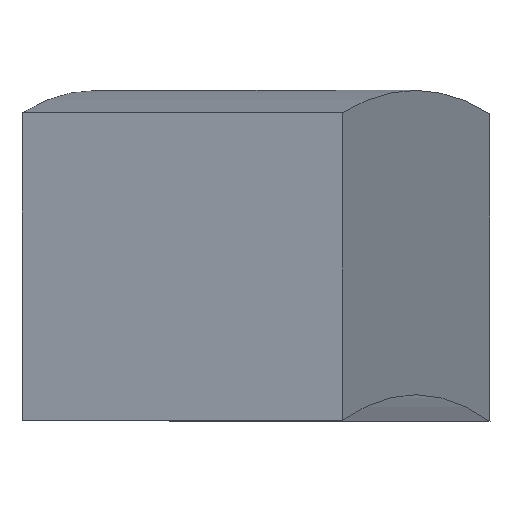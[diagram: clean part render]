
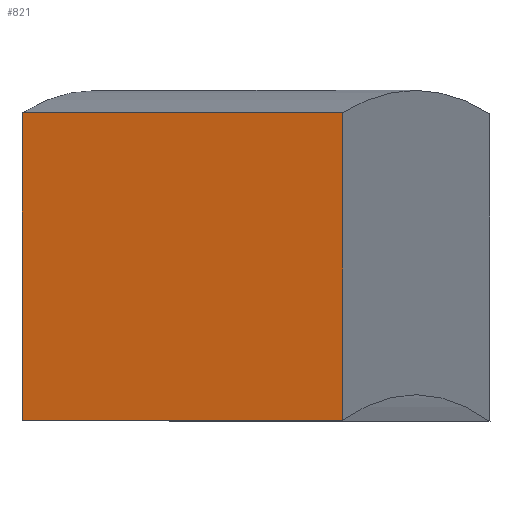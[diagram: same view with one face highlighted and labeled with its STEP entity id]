
A CAD part, top view. The second image highlights one B-rep face of the part: STEP entity #821.
In plain terms, the highlighted planar face has unit normal (-0.224, 0, 0.975).
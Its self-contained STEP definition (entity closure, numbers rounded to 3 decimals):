
#32 = CYLINDRICAL_SURFACE('',#33,14.5);
#33 = AXIS2_PLACEMENT_3D('',#34,#35,#36);
#34 = CARTESIAN_POINT('',(0.975,-13.476,0.224)
  );
#35 = DIRECTION('',(-0.975,0.,-0.224));
#36 = DIRECTION('',(0.,-1.,0.));
#101 = VERTEX_POINT('',#102);
#102 = CARTESIAN_POINT('',(-1.423,0.886,1.725)
  );
#139 = PLANE('',#140);
#140 = AXIS2_PLACEMENT_3D('',#141,#142,#143);
#141 = CARTESIAN_POINT('',(-0.975,-13.476,
    -0.224));
#142 = DIRECTION('',(-0.975,0.,-0.224)
  );
#143 = DIRECTION('',(0.,-1.,0.));
#151 = EDGE_CURVE('',#101,#152,#154,.T.);
#152 = VERTEX_POINT('',#153);
#153 = CARTESIAN_POINT('',(0.527,0.886,2.173)
  );
#154 = SURFACE_CURVE('',#155,(#159,#188),.PCURVE_S1.);
#155 = LINE('',#156,#157);
#156 = CARTESIAN_POINT('',(-1.423,0.886,1.725)
  );
#157 = VECTOR('',#158,1.);
#158 = DIRECTION('',(0.975,0.,0.224));
#159 = PCURVE('',#32,#160);
#160 = DEFINITIONAL_REPRESENTATION('',(#161),#187);
#161 = B_SPLINE_CURVE_WITH_KNOTS('',3,(#162,#163,#164,#165,#166,#167,
    #168,#169,#170,#171,#172,#173,#174,#175,#176,#177,#178,#179,#180,
    #181,#182,#183,#184,#185,#186),.UNSPECIFIED.,.F.,.F.,(4,1,1,1,1,1,1,
    1,1,1,1,1,1,1,1,1,1,1,1,1,1,1,4),(0.,0.091,
    0.182,0.273,0.364,0.455,
    0.545,0.636,0.727,0.818,
    0.909,1.,1.091,1.182,1.273,
    1.364,1.455,1.545,1.636,
    1.727,1.818,1.909,2.),
  .QUASI_UNIFORM_KNOTS.);
#162 = CARTESIAN_POINT('',(3.003,2.));
#163 = CARTESIAN_POINT('',(3.003,1.97));
#164 = CARTESIAN_POINT('',(3.003,1.909));
#165 = CARTESIAN_POINT('',(3.003,1.818));
#166 = CARTESIAN_POINT('',(3.003,1.727));
#167 = CARTESIAN_POINT('',(3.003,1.636));
#168 = CARTESIAN_POINT('',(3.003,1.545));
#169 = CARTESIAN_POINT('',(3.003,1.455));
#170 = CARTESIAN_POINT('',(3.003,1.364));
#171 = CARTESIAN_POINT('',(3.003,1.273));
#172 = CARTESIAN_POINT('',(3.003,1.182));
#173 = CARTESIAN_POINT('',(3.003,1.091));
#174 = CARTESIAN_POINT('',(3.003,1.));
#175 = CARTESIAN_POINT('',(3.003,0.909));
#176 = CARTESIAN_POINT('',(3.003,0.818));
#177 = CARTESIAN_POINT('',(3.003,0.727));
#178 = CARTESIAN_POINT('',(3.003,0.636));
#179 = CARTESIAN_POINT('',(3.003,0.545));
#180 = CARTESIAN_POINT('',(3.003,0.455));
#181 = CARTESIAN_POINT('',(3.003,0.364));
#182 = CARTESIAN_POINT('',(3.003,0.273));
#183 = CARTESIAN_POINT('',(3.003,0.182));
#184 = CARTESIAN_POINT('',(3.003,0.091));
#185 = CARTESIAN_POINT('',(3.003,0.03));
#186 = CARTESIAN_POINT('',(3.003,0.));
#187 = ( GEOMETRIC_REPRESENTATION_CONTEXT(2) 
PARAMETRIC_REPRESENTATION_CONTEXT() REPRESENTATION_CONTEXT('2D SPACE',''
  ) );
#188 = PCURVE('',#189,#194);
#189 = PLANE('',#190);
#190 = AXIS2_PLACEMENT_3D('',#191,#192,#193);
#191 = CARTESIAN_POINT('',(0.527,-0.985,2.173
    ));
#192 = DIRECTION('',(-0.224,0.,0.975)
  );
#193 = DIRECTION('',(0.,-1.,0.));
#194 = DEFINITIONAL_REPRESENTATION('',(#195),#199);
#195 = LINE('',#196,#197);
#196 = CARTESIAN_POINT('',(-1.871,-2.));
#197 = VECTOR('',#198,1.);
#198 = DIRECTION('',(0.,1.));
#199 = ( GEOMETRIC_REPRESENTATION_CONTEXT(2) 
PARAMETRIC_REPRESENTATION_CONTEXT() REPRESENTATION_CONTEXT('2D SPACE',''
  ) );
#238 = PLANE('',#239);
#239 = AXIS2_PLACEMENT_3D('',#240,#241,#242);
#240 = CARTESIAN_POINT('',(0.975,-13.476,0.224
    ));
#241 = DIRECTION('',(-0.975,0.,-0.224)
  );
#242 = DIRECTION('',(0.,-1.,0.));
#311 = VERTEX_POINT('',#312);
#312 = CARTESIAN_POINT('',(0.527,-0.985,2.173
    ));
#327 = CYLINDRICAL_SURFACE('',#328,12.65);
#328 = AXIS2_PLACEMENT_3D('',#329,#330,#331);
#329 = CARTESIAN_POINT('',(0.975,-13.476,0.224
    ));
#330 = DIRECTION('',(-0.975,0.,-0.224)
  );
#331 = DIRECTION('',(0.,-1.,0.));
#361 = EDGE_CURVE('',#152,#311,#362,.T.);
#362 = SURFACE_CURVE('',#363,(#367,#374),.PCURVE_S1.);
#363 = LINE('',#364,#365);
#364 = CARTESIAN_POINT('',(0.527,0.886,2.173)
  );
#365 = VECTOR('',#366,1.);
#366 = DIRECTION('',(0.,-1.,0.));
#367 = PCURVE('',#238,#368);
#368 = DEFINITIONAL_REPRESENTATION('',(#369),#373);
#369 = LINE('',#370,#371);
#370 = CARTESIAN_POINT('',(-14.361,2.));
#371 = VECTOR('',#372,1.);
#372 = DIRECTION('',(1.,0.));
#373 = ( GEOMETRIC_REPRESENTATION_CONTEXT(2) 
PARAMETRIC_REPRESENTATION_CONTEXT() REPRESENTATION_CONTEXT('2D SPACE',''
  ) );
#374 = PCURVE('',#189,#375);
#375 = DEFINITIONAL_REPRESENTATION('',(#376),#380);
#376 = LINE('',#377,#378);
#377 = CARTESIAN_POINT('',(-1.871,0.));
#378 = VECTOR('',#379,1.);
#379 = DIRECTION('',(1.,0.));
#380 = ( GEOMETRIC_REPRESENTATION_CONTEXT(2) 
PARAMETRIC_REPRESENTATION_CONTEXT() REPRESENTATION_CONTEXT('2D SPACE',''
  ) );
#744 = EDGE_CURVE('',#101,#745,#747,.T.);
#745 = VERTEX_POINT('',#746);
#746 = CARTESIAN_POINT('',(-1.423,-0.985,
    1.725));
#747 = SURFACE_CURVE('',#748,(#752,#759),.PCURVE_S1.);
#748 = LINE('',#749,#750);
#749 = CARTESIAN_POINT('',(-1.423,0.886,1.725)
  );
#750 = VECTOR('',#751,1.);
#751 = DIRECTION('',(0.,-1.,0.));
#752 = PCURVE('',#139,#753);
#753 = DEFINITIONAL_REPRESENTATION('',(#754),#758);
#754 = LINE('',#755,#756);
#755 = CARTESIAN_POINT('',(-14.361,2.));
#756 = VECTOR('',#757,1.);
#757 = DIRECTION('',(1.,0.));
#758 = ( GEOMETRIC_REPRESENTATION_CONTEXT(2) 
PARAMETRIC_REPRESENTATION_CONTEXT() REPRESENTATION_CONTEXT('2D SPACE',''
  ) );
#759 = PCURVE('',#189,#760);
#760 = DEFINITIONAL_REPRESENTATION('',(#761),#765);
#761 = LINE('',#762,#763);
#762 = CARTESIAN_POINT('',(-1.871,-2.));
#763 = VECTOR('',#764,1.);
#764 = DIRECTION('',(1.,0.));
#765 = ( GEOMETRIC_REPRESENTATION_CONTEXT(2) 
PARAMETRIC_REPRESENTATION_CONTEXT() REPRESENTATION_CONTEXT('2D SPACE',''
  ) );
#821 = ADVANCED_FACE('',(#822),#189,.T.);
#822 = FACE_BOUND('',#823,.F.);
#823 = EDGE_LOOP('',(#824,#825,#826,#827));
#824 = ORIENTED_EDGE('',*,*,#744,.F.);
#825 = ORIENTED_EDGE('',*,*,#151,.T.);
#826 = ORIENTED_EDGE('',*,*,#361,.T.);
#827 = ORIENTED_EDGE('',*,*,#828,.T.);
#828 = EDGE_CURVE('',#311,#745,#829,.T.);
#829 = SURFACE_CURVE('',#830,(#834,#841),.PCURVE_S1.);
#830 = LINE('',#831,#832);
#831 = CARTESIAN_POINT('',(0.527,-0.985,2.173
    ));
#832 = VECTOR('',#833,1.);
#833 = DIRECTION('',(-0.975,0.,-0.224)
  );
#834 = PCURVE('',#189,#835);
#835 = DEFINITIONAL_REPRESENTATION('',(#836),#840);
#836 = LINE('',#837,#838);
#837 = CARTESIAN_POINT('',(0.,0.));
#838 = VECTOR('',#839,1.);
#839 = DIRECTION('',(0.,-1.));
#840 = ( GEOMETRIC_REPRESENTATION_CONTEXT(2) 
PARAMETRIC_REPRESENTATION_CONTEXT() REPRESENTATION_CONTEXT('2D SPACE',''
  ) );
#841 = PCURVE('',#327,#842);
#842 = DEFINITIONAL_REPRESENTATION('',(#843),#869);
#843 = B_SPLINE_CURVE_WITH_KNOTS('',3,(#844,#845,#846,#847,#848,#849,
    #850,#851,#852,#853,#854,#855,#856,#857,#858,#859,#860,#861,#862,
    #863,#864,#865,#866,#867,#868),.UNSPECIFIED.,.F.,.F.,(4,1,1,1,1,1,1,
    1,1,1,1,1,1,1,1,1,1,1,1,1,1,1,4),(0.,0.091,
    0.182,0.273,0.364,0.455,
    0.545,0.636,0.727,0.818,
    0.909,1.,1.091,1.182,1.273,
    1.364,1.455,1.545,1.636,
    1.727,1.818,1.909,2.),
  .QUASI_UNIFORM_KNOTS.);
#844 = CARTESIAN_POINT('',(2.983,0.));
#845 = CARTESIAN_POINT('',(2.983,0.03));
#846 = CARTESIAN_POINT('',(2.983,0.091));
#847 = CARTESIAN_POINT('',(2.983,0.182));
#848 = CARTESIAN_POINT('',(2.983,0.273));
#849 = CARTESIAN_POINT('',(2.983,0.364));
#850 = CARTESIAN_POINT('',(2.983,0.455));
#851 = CARTESIAN_POINT('',(2.983,0.545));
#852 = CARTESIAN_POINT('',(2.983,0.636));
#853 = CARTESIAN_POINT('',(2.983,0.727));
#854 = CARTESIAN_POINT('',(2.983,0.818));
#855 = CARTESIAN_POINT('',(2.983,0.909));
#856 = CARTESIAN_POINT('',(2.983,1.));
#857 = CARTESIAN_POINT('',(2.983,1.091));
#858 = CARTESIAN_POINT('',(2.983,1.182));
#859 = CARTESIAN_POINT('',(2.983,1.273));
#860 = CARTESIAN_POINT('',(2.983,1.364));
#861 = CARTESIAN_POINT('',(2.983,1.455));
#862 = CARTESIAN_POINT('',(2.983,1.545));
#863 = CARTESIAN_POINT('',(2.983,1.636));
#864 = CARTESIAN_POINT('',(2.983,1.727));
#865 = CARTESIAN_POINT('',(2.983,1.818));
#866 = CARTESIAN_POINT('',(2.983,1.909));
#867 = CARTESIAN_POINT('',(2.983,1.97));
#868 = CARTESIAN_POINT('',(2.983,2.));
#869 = ( GEOMETRIC_REPRESENTATION_CONTEXT(2) 
PARAMETRIC_REPRESENTATION_CONTEXT() REPRESENTATION_CONTEXT('2D SPACE',''
  ) );
